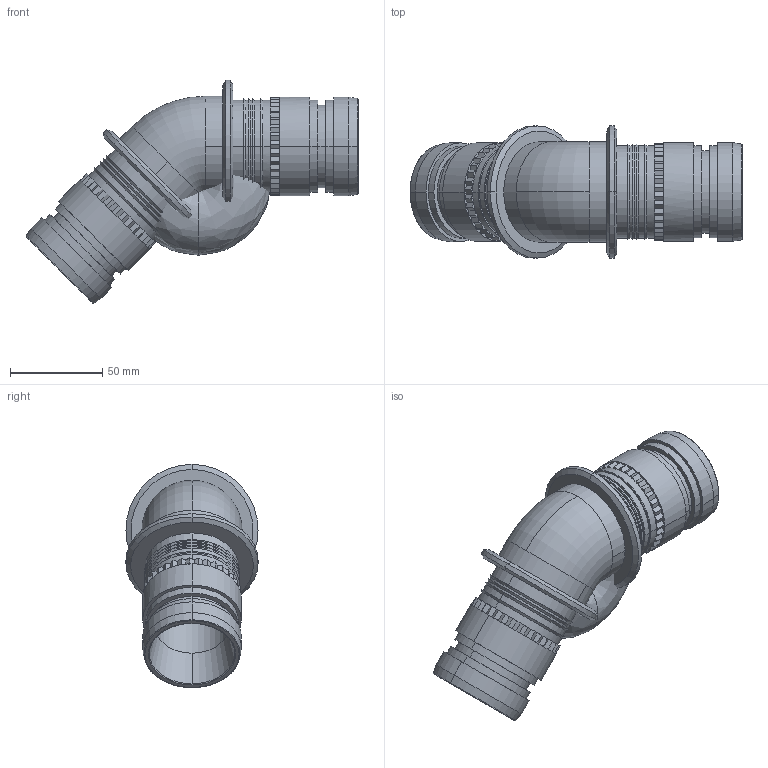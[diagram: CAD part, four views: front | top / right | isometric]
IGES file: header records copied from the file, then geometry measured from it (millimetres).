
Global section: file name: No Iges File Name specified; native system: Autodesk Inventor 2011; preprocessor: AutoDesk Inventor Iges Exporter R2011; author: bruh; date: 20110613.151809; units: millimetre
Bounding box: 180.4 x 71.8 x 121.3 mm (x, y, z)
Volume: 31572.3 mm3; surface area: 83188.6 mm2
Topology: 1 solids, 1 shells, 331 faces, 760 edges, 447 vertices
Faces by surface type: plane 234, cylinder 48, cone 28, revolution 8, bspline 7, torus 6
